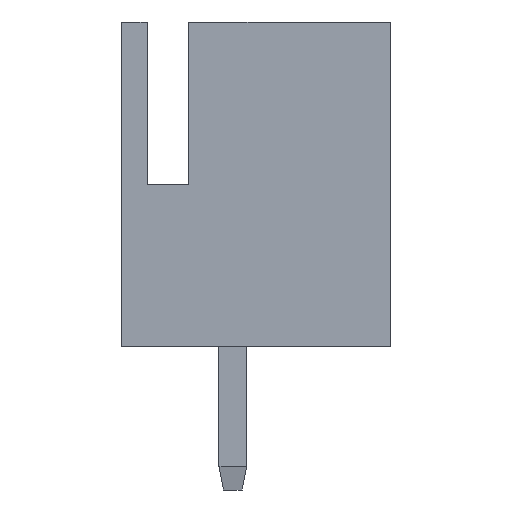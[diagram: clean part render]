
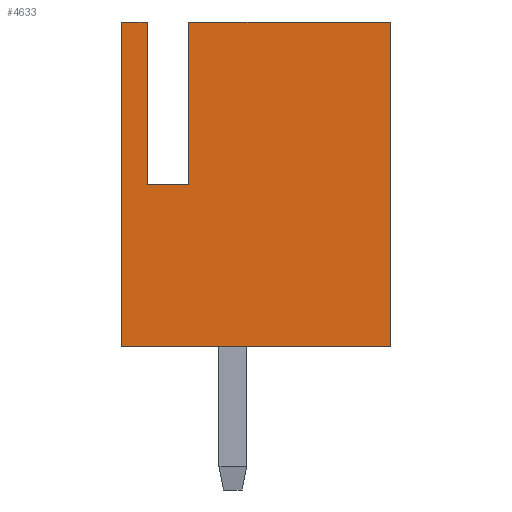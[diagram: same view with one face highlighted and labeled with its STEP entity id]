
A CAD part, left-side view. The second image highlights one B-rep face of the part: STEP entity #4633.
In plain terms, the highlighted planar face has unit normal (-1, 0, 0).
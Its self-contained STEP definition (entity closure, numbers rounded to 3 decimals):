
#543 = VECTOR ( 'NONE', #10040, 1000. ) ;
#1752 = PLANE ( 'NONE',  #14706 ) ;
#2049 = DIRECTION ( 'NONE',  ( -1., 0., 0. ) ) ;
#2216 = ORIENTED_EDGE ( 'NONE', *, *, #7736, .T. ) ;
#2576 = LINE ( 'NONE', #6302, #8397 ) ;
#2609 = EDGE_CURVE ( 'NONE', #20770, #19548, #14797, .T. ) ;
#2641 = ORIENTED_EDGE ( 'NONE', *, *, #18373, .T. ) ;
#2989 = EDGE_LOOP ( 'NONE', ( #14175, #11101, #14179, #2216, #11877, #19020, #17126, #2641 ) ) ;
#3344 = CARTESIAN_POINT ( 'NONE',  ( -16.25, 1.85, 7.1 ) ) ;
#3385 = CARTESIAN_POINT ( 'NONE',  ( -16.25, -3.4, 7.1 ) ) ;
#3473 = VERTEX_POINT ( 'NONE', #3344 ) ;
#4025 = LINE ( 'NONE', #9172, #19069 ) ;
#4162 = CARTESIAN_POINT ( 'NONE',  ( -16.25, -3.4, 0.1 ) ) ;
#4400 = EDGE_CURVE ( 'NONE', #21102, #16127, #17771, .T. ) ;
#4633 = ADVANCED_FACE ( 'NONE', ( #22420 ), #1752, .T. ) ;
#5463 = DIRECTION ( 'NONE',  ( 0., 1., 0. ) ) ;
#6135 = CARTESIAN_POINT ( 'NONE',  ( -16.25, 2.4, 7.1 ) ) ;
#6302 = CARTESIAN_POINT ( 'NONE',  ( -16.25, 2.4, 0.1 ) ) ;
#6406 = DIRECTION ( 'NONE',  ( 0., -1., 0. ) ) ;
#6479 = EDGE_CURVE ( 'NONE', #16127, #19548, #4025, .T. ) ;
#7266 = EDGE_CURVE ( 'NONE', #20283, #14679, #2576, .T. ) ;
#7736 = EDGE_CURVE ( 'NONE', #21102, #3473, #21118, .T. ) ;
#8338 = CARTESIAN_POINT ( 'NONE',  ( -16.25, 2.4, 3.6 ) ) ;
#8397 = VECTOR ( 'NONE', #22307, 1000. ) ;
#9054 = EDGE_CURVE ( 'NONE', #3473, #20656, #9417, .T. ) ;
#9172 = CARTESIAN_POINT ( 'NONE',  ( -16.25, 0.95, 3.6 ) ) ;
#9417 = LINE ( 'NONE', #17332, #543 ) ;
#9804 = DIRECTION ( 'NONE',  ( 0., 0., -1. ) ) ;
#10040 = DIRECTION ( 'NONE',  ( 0., 1., 0. ) ) ;
#10941 = LINE ( 'NONE', #22373, #21759 ) ;
#11101 = ORIENTED_EDGE ( 'NONE', *, *, #6479, .F. ) ;
#11463 = DIRECTION ( 'NONE',  ( 0., 0., 1. ) ) ;
#11877 = ORIENTED_EDGE ( 'NONE', *, *, #9054, .T. ) ;
#11957 = DIRECTION ( 'NONE',  ( 0., 0., 1. ) ) ;
#12786 = CARTESIAN_POINT ( 'NONE',  ( -16.25, 1.85, 3.6 ) ) ;
#13911 = VECTOR ( 'NONE', #11463, 1000. ) ;
#14175 = ORIENTED_EDGE ( 'NONE', *, *, #2609, .T. ) ;
#14179 = ORIENTED_EDGE ( 'NONE', *, *, #4400, .F. ) ;
#14202 = CARTESIAN_POINT ( 'NONE',  ( -16.25, 2.4, 3.6 ) ) ;
#14679 = VERTEX_POINT ( 'NONE', #4162 ) ;
#14706 = AXIS2_PLACEMENT_3D ( 'NONE', #14202, #2049, #19512 ) ;
#14797 = LINE ( 'NONE', #3385, #17599 ) ;
#14909 = CARTESIAN_POINT ( 'NONE',  ( -16.25, 2.4, 7.1 ) ) ;
#15038 = CARTESIAN_POINT ( 'NONE',  ( -16.25, -3.4, 7.1 ) ) ;
#15531 = CARTESIAN_POINT ( 'NONE',  ( -16.25, 2.4, 0.1 ) ) ;
#16127 = VERTEX_POINT ( 'NONE', #20014 ) ;
#16452 = CARTESIAN_POINT ( 'NONE',  ( -16.25, 1.85, 3.6 ) ) ;
#17126 = ORIENTED_EDGE ( 'NONE', *, *, #7266, .T. ) ;
#17332 = CARTESIAN_POINT ( 'NONE',  ( -16.25, -3.4, 7.1 ) ) ;
#17494 = CARTESIAN_POINT ( 'NONE',  ( -16.25, 0.95, 7.1 ) ) ;
#17599 = VECTOR ( 'NONE', #5463, 1000. ) ;
#17771 = LINE ( 'NONE', #8338, #20829 ) ;
#18373 = EDGE_CURVE ( 'NONE', #14679, #20770, #10941, .T. ) ;
#19020 = ORIENTED_EDGE ( 'NONE', *, *, #21918, .T. ) ;
#19069 = VECTOR ( 'NONE', #19886, 1000. ) ;
#19512 = DIRECTION ( 'NONE',  ( 0., 0., 1. ) ) ;
#19548 = VERTEX_POINT ( 'NONE', #17494 ) ;
#19886 = DIRECTION ( 'NONE',  ( 0., 0., 1. ) ) ;
#20014 = CARTESIAN_POINT ( 'NONE',  ( -16.25, 0.95, 3.6 ) ) ;
#20283 = VERTEX_POINT ( 'NONE', #15531 ) ;
#20457 = LINE ( 'NONE', #14909, #21531 ) ;
#20656 = VERTEX_POINT ( 'NONE', #6135 ) ;
#20770 = VERTEX_POINT ( 'NONE', #15038 ) ;
#20829 = VECTOR ( 'NONE', #6406, 1000. ) ;
#21102 = VERTEX_POINT ( 'NONE', #12786 ) ;
#21118 = LINE ( 'NONE', #16452, #13911 ) ;
#21531 = VECTOR ( 'NONE', #9804, 1000. ) ;
#21759 = VECTOR ( 'NONE', #11957, 1000. ) ;
#21918 = EDGE_CURVE ( 'NONE', #20656, #20283, #20457, .T. ) ;
#22307 = DIRECTION ( 'NONE',  ( 0., -1., 0. ) ) ;
#22373 = CARTESIAN_POINT ( 'NONE',  ( -16.25, -3.4, 0.1 ) ) ;
#22420 = FACE_OUTER_BOUND ( 'NONE', #2989, .T. ) ;
